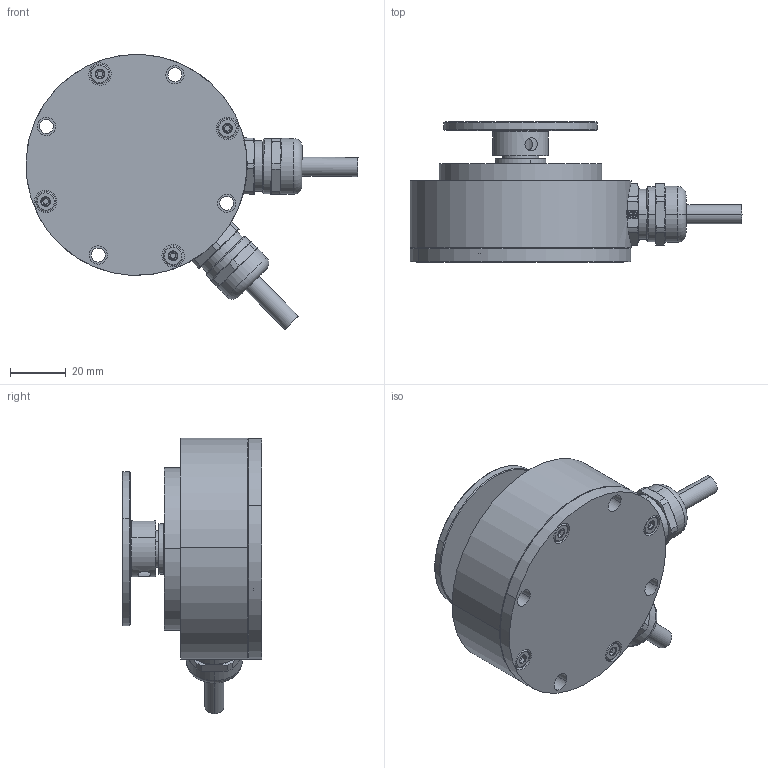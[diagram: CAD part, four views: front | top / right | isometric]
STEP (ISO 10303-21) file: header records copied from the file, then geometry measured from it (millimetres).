
FILE_DESCRIPTION (( 'STEP AP214' ), '1' );
FILE_NAME ('Gehäuse_Code_1_Welle_Code_07_el_Abg_402.STEP', '2012-05-29T11:59:07', ( 'dummy' ), ( '' ), 'SwSTEP 2.0', 'SolidWorks 2011', '' );
FILE_SCHEMA (( 'AUTOMOTIVE_DESIGN' ));
Length unit declared in the file: millimetre
Products named in the file (2): Gehäuse_Code_1_Welle_Code_07_el_Abg_402; 0120xx~00
Assembly tree (1 placements, depth 2):
  Gehäuse_Code_1_Welle_Code_07_el_Abg_402
    0120xx~00
Bounding box: 118.63 x 50 x 98.36 mm (x, y, z)
Surface area: 32123.9 mm2 (no closed solid volume)
Topology: 0 solids, 14 shells, 288 faces, 805 edges, 524 vertices
Faces by surface type: cylinder 105, plane 91, cone 78, torus 12, bspline 2
Entity records: 13262 total; most frequent: CARTESIAN_POINT 2649, DIRECTION 1651, ORIENTED_EDGE 1371, EDGE_CURVE 805, AXIS2_PLACEMENT_3D 668, VERTEX_POINT 524, CIRCLE 378, EDGE_LOOP 337
